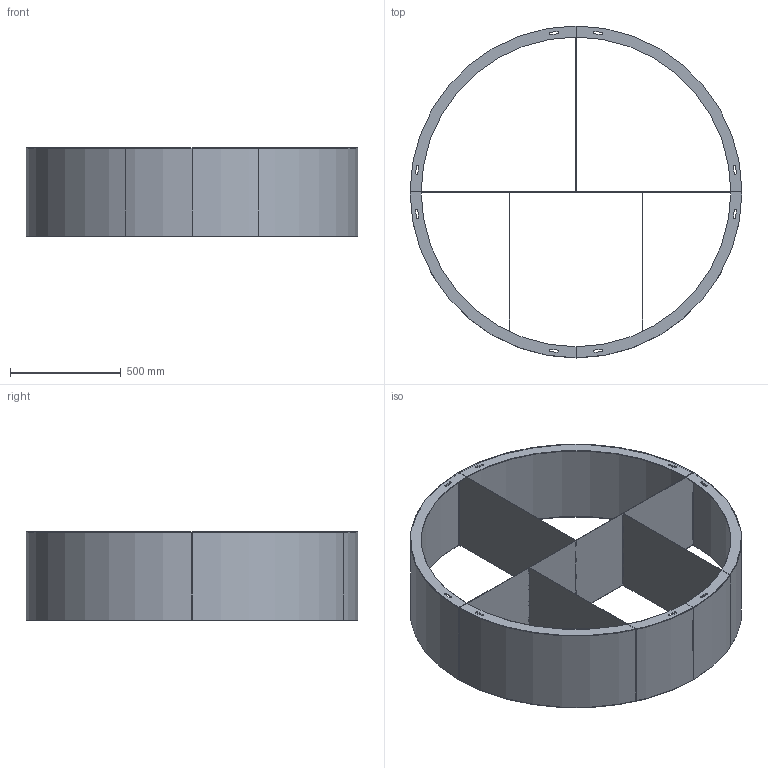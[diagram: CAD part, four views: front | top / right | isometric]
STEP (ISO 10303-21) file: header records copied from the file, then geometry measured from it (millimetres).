
FILE_DESCRIPTION (( 'STEP AP214' ), '1' );
FILE_NAME ('BHSR2.STEP', '2021-11-03T13:11:33', ( '' ), ( '' ), 'SwSTEP 2.0', 'SolidWorks 2021', '' );
FILE_SCHEMA (( 'AUTOMOTIVE_DESIGN' ));
Length unit declared in the file: millimetre
Products named in the file (6): BHSR2; BHSR2 - Plate 4; BHSR2 - Plate 2; BHSR2 - Wall; BHSR2 - Plate 3; BHSR2 - Plate 1
Assembly tree (10 placements, depth 2):
  BHSR2
    BHSR2 - Wall  x2
    BHSR2 - Plate 1
    BHSR2 - Plate 2
    BHSR2 - Plate 3  x2
    BHSR2 - Plate 4  x4
Bounding box: 1500 x 1500 x 400 mm (x, y, z)
Volume: 10565429 mm3; surface area: 7140712.4 mm2
Topology: 10 solids, 10 shells, 250 faces, 690 edges, 460 vertices
Faces by surface type: plane 168, cylinder 82
Entity records: 5472 total; most frequent: CARTESIAN_POINT 923, ORIENTED_EDGE 900, DIRECTION 864, EDGE_CURVE 450, VECTOR 382, LINE 382, VERTEX_POINT 300, AXIS2_PLACEMENT_3D 241
